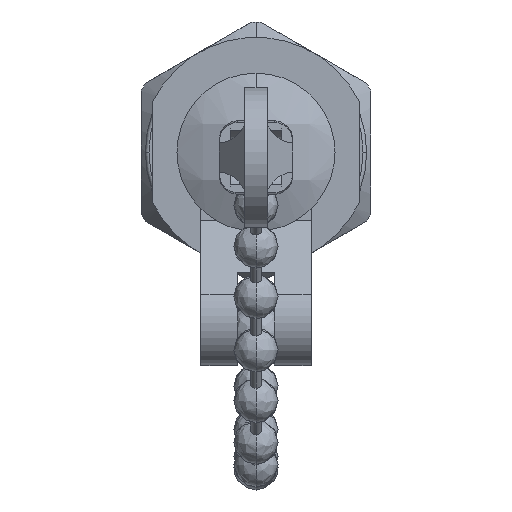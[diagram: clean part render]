
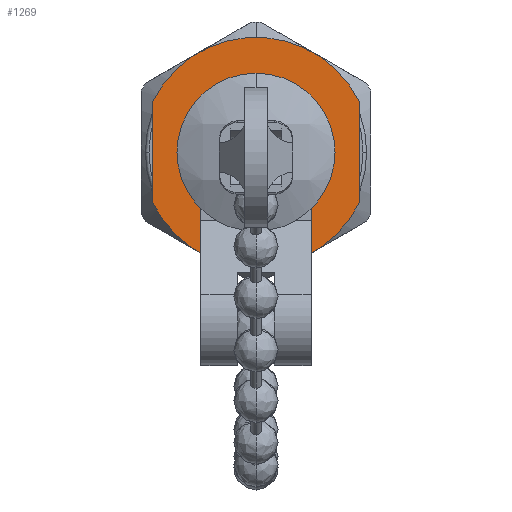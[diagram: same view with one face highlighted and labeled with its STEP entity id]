
A CAD part, front view. The second image highlights one B-rep face of the part: STEP entity #1269.
In plain terms, the highlighted planar face has unit normal (0, -1, 0).
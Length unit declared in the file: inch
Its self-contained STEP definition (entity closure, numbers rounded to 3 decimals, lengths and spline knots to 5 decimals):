
#219 = CARTESIAN_POINT ( 'NONE',  ( -0.08, -0.007, 0. ) ) ;
#348 = VERTEX_POINT ( 'NONE', #11949 ) ;
#493 = LINE ( 'NONE', #11665, #10317 ) ;
#961 = CIRCLE ( 'NONE', #3671, 0.08 ) ;
#1134 = EDGE_CURVE ( 'NONE', #6627, #7029, #6749, .T. ) ;
#1269 = ADVANCED_FACE ( 'NONE', ( #3150, #5724 ), #6963, .F. ) ;
#1847 = CARTESIAN_POINT ( 'NONE',  ( -0.1405, -0.007, -0.06837 ) ) ;
#2365 = CIRCLE ( 'NONE', #7135, 0.08 ) ;
#2372 = AXIS2_PLACEMENT_3D ( 'NONE', #7813, #11564, #10697 ) ;
#2774 = ORIENTED_EDGE ( 'NONE', *, *, #1134, .F. ) ;
#2954 = CARTESIAN_POINT ( 'NONE',  ( 0.1405, -0.007, 0. ) ) ;
#3128 = ORIENTED_EDGE ( 'NONE', *, *, #5029, .F. ) ;
#3150 = FACE_OUTER_BOUND ( 'NONE', #11776, .T. ) ;
#3202 = EDGE_CURVE ( 'NONE', #11329, #348, #961, .T. ) ;
#3391 = ORIENTED_EDGE ( 'NONE', *, *, #3694, .F. ) ;
#3527 = VERTEX_POINT ( 'NONE', #4353 ) ;
#3671 = AXIS2_PLACEMENT_3D ( 'NONE', #4229, #7779, #9776 ) ;
#3694 = EDGE_CURVE ( 'NONE', #348, #11329, #2365, .T. ) ;
#3790 = DIRECTION ( 'NONE',  ( 0., -1., 0. ) ) ;
#4223 = DIRECTION ( 'NONE',  ( 0., 1., 0. ) ) ;
#4229 = CARTESIAN_POINT ( 'NONE',  ( 0., -0.007, 0. ) ) ;
#4353 = CARTESIAN_POINT ( 'NONE',  ( 0.1405, -0.007, 0.06837 ) ) ;
#5029 = EDGE_CURVE ( 'NONE', #7917, #3527, #5043, .T. ) ;
#5043 = CIRCLE ( 'NONE', #11586, 0.15625 ) ;
#5135 = DIRECTION ( 'NONE',  ( -1., 0., 0. ) ) ;
#5571 = VECTOR ( 'NONE', #9447, 39.37008 ) ;
#5724 = FACE_BOUND ( 'NONE', #11807, .T. ) ;
#5900 = AXIS2_PLACEMENT_3D ( 'NONE', #7921, #4223, #5135 ) ;
#6282 = DIRECTION ( 'NONE',  ( -1., 0., 0. ) ) ;
#6627 = VERTEX_POINT ( 'NONE', #8845 ) ;
#6749 = CIRCLE ( 'NONE', #2372, 0.15625 ) ;
#6963 = PLANE ( 'NONE',  #5900 ) ;
#7004 = ORIENTED_EDGE ( 'NONE', *, *, #10871, .F. ) ;
#7029 = VERTEX_POINT ( 'NONE', #1847 ) ;
#7135 = AXIS2_PLACEMENT_3D ( 'NONE', #11304, #3790, #7442 ) ;
#7442 = DIRECTION ( 'NONE',  ( 1., 0., 0. ) ) ;
#7779 = DIRECTION ( 'NONE',  ( 0., -1., 0. ) ) ;
#7813 = CARTESIAN_POINT ( 'NONE',  ( 0., -0.007, 0. ) ) ;
#7917 = VERTEX_POINT ( 'NONE', #10767 ) ;
#7921 = CARTESIAN_POINT ( 'NONE',  ( 0., -0.007, 0. ) ) ;
#8845 = CARTESIAN_POINT ( 'NONE',  ( 0.1405, -0.007, -0.06837 ) ) ;
#9447 = DIRECTION ( 'NONE',  ( 0., 0., -1. ) ) ;
#9746 = EDGE_CURVE ( 'NONE', #3527, #6627, #11976, .T. ) ;
#9758 = ORIENTED_EDGE ( 'NONE', *, *, #3202, .F. ) ;
#9776 = DIRECTION ( 'NONE',  ( 1., 0., 0. ) ) ;
#9948 = DIRECTION ( 'NONE',  ( 0., 0., 1. ) ) ;
#10317 = VECTOR ( 'NONE', #9948, 39.37008 ) ;
#10697 = DIRECTION ( 'NONE',  ( -1., 0., 0. ) ) ;
#10767 = CARTESIAN_POINT ( 'NONE',  ( -0.1405, -0.007, 0.06837 ) ) ;
#10871 = EDGE_CURVE ( 'NONE', #7029, #7917, #493, .T. ) ;
#10911 = CARTESIAN_POINT ( 'NONE',  ( 0., -0.007, 0. ) ) ;
#11304 = CARTESIAN_POINT ( 'NONE',  ( 0., -0.007, 0. ) ) ;
#11329 = VERTEX_POINT ( 'NONE', #219 ) ;
#11564 = DIRECTION ( 'NONE',  ( 0., 1., 0. ) ) ;
#11586 = AXIS2_PLACEMENT_3D ( 'NONE', #10911, #11857, #6282 ) ;
#11665 = CARTESIAN_POINT ( 'NONE',  ( -0.1405, -0.007, 0. ) ) ;
#11776 = EDGE_LOOP ( 'NONE', ( #7004, #2774, #11800, #3128 ) ) ;
#11800 = ORIENTED_EDGE ( 'NONE', *, *, #9746, .F. ) ;
#11807 = EDGE_LOOP ( 'NONE', ( #9758, #3391 ) ) ;
#11857 = DIRECTION ( 'NONE',  ( 0., 1., 0. ) ) ;
#11949 = CARTESIAN_POINT ( 'NONE',  ( 0.08, -0.007, 0. ) ) ;
#11976 = LINE ( 'NONE', #2954, #5571 ) ;
